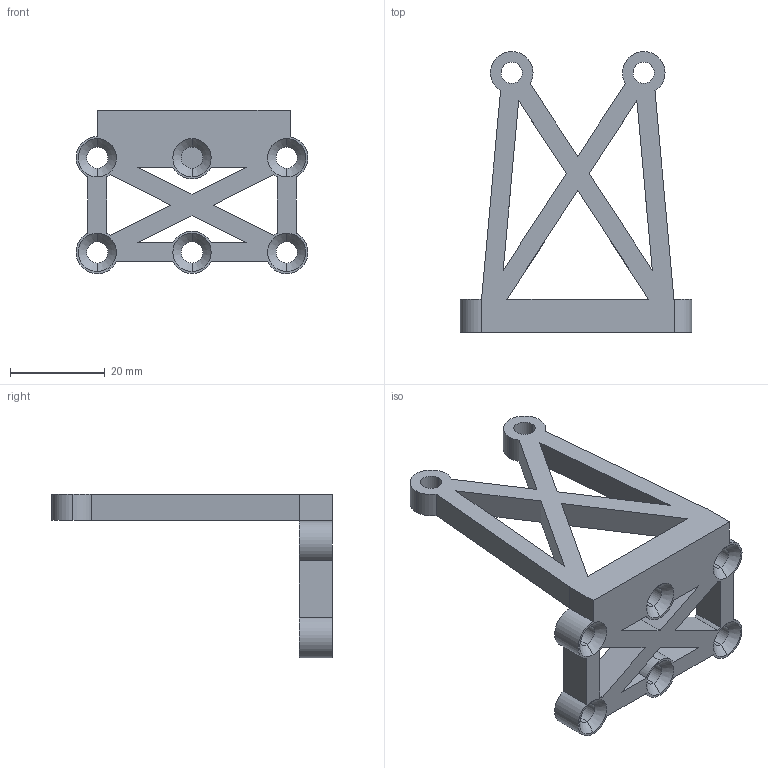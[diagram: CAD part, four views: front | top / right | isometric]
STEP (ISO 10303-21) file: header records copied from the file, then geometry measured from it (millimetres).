
FILE_DESCRIPTION (( 'STEP AP214' ), '1' );
FILE_NAME ('001_aduino_megga_cradle_v0.4.STEP', '2025-03-14T13:12:37', ( '' ), ( '' ), 'SwSTEP 2.0', 'SolidWorks 2025', '' );
FILE_SCHEMA (( 'AUTOMOTIVE_DESIGN' ));
Length unit declared in the file: millimetre
Products named in the file (1): 001_aduino_megga_cradle_v0.4
Bounding box: 48.98 x 59.3 x 34.49 mm (x, y, z)
Volume: 11910.9 mm3; surface area: 9351 mm2
Topology: 1 solids, 1 shells, 140 faces, 390 edges, 256 vertices
Faces by surface type: plane 90, cylinder 38, cone 12
Entity records: 4545 total; most frequent: CARTESIAN_POINT 787, ORIENTED_EDGE 780, DIRECTION 760, EDGE_CURVE 390, LINE 302, VECTOR 302, VERTEX_POINT 256, AXIS2_PLACEMENT_3D 229
